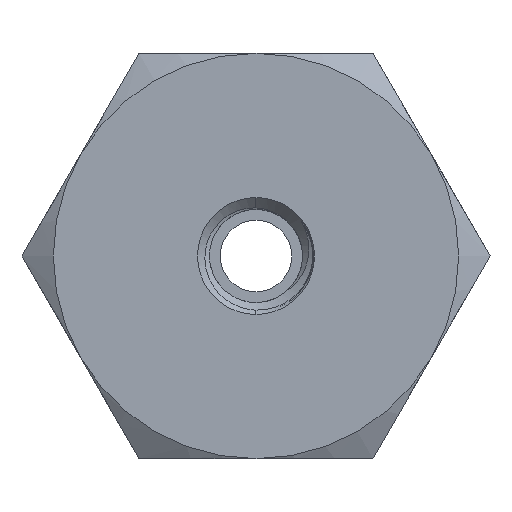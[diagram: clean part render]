
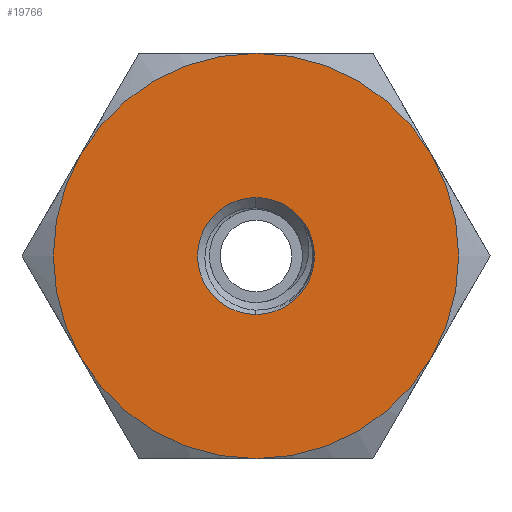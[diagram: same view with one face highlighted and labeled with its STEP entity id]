
A CAD part, front view. The second image highlights one B-rep face of the part: STEP entity #19766.
In plain terms, the highlighted planar face has unit normal (0, -1, 0).
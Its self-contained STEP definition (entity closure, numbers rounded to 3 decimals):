
#109 = ORIENTED_EDGE ( 'NONE', *, *, #10049, .F. ) ;
#179 = CIRCLE ( 'NONE', #22046, 8.5 ) ;
#770 = CARTESIAN_POINT ( 'NONE',  ( 0., -15.707, -8.5 ) ) ;
#1423 = EDGE_LOOP ( 'NONE', ( #4609, #9568, #18898, #109, #25389, #19644 ) ) ;
#1696 = CARTESIAN_POINT ( 'NONE',  ( 0., -15.707, -2.452 ) ) ;
#1937 = VERTEX_POINT ( 'NONE', #11293 ) ;
#2196 = DIRECTION ( 'NONE',  ( 0., 1., 0. ) ) ;
#2657 = AXIS2_PLACEMENT_3D ( 'NONE', #15298, #2951, #17371 ) ;
#2733 = EDGE_CURVE ( 'NONE', #22939, #7982, #23893, .T. ) ;
#2951 = DIRECTION ( 'NONE',  ( 0., 1., 0. ) ) ;
#2999 = DIRECTION ( 'NONE',  ( 0., 1., 0. ) ) ;
#3097 = CARTESIAN_POINT ( 'NONE',  ( 0., -15.707, 0. ) ) ;
#3465 = VERTEX_POINT ( 'NONE', #17492 ) ;
#3844 = AXIS2_PLACEMENT_3D ( 'NONE', #16696, #4371, #18770 ) ;
#4371 = DIRECTION ( 'NONE',  ( 0., 1., 0. ) ) ;
#4609 = ORIENTED_EDGE ( 'NONE', *, *, #24490, .F. ) ;
#4626 = FACE_BOUND ( 'NONE', #15773, .T. ) ;
#4916 = CARTESIAN_POINT ( 'NONE',  ( -7.361, -15.707, -4.25 ) ) ;
#5106 = CARTESIAN_POINT ( 'NONE',  ( 0., -15.707, 2.452 ) ) ;
#5187 = DIRECTION ( 'NONE',  ( 0., 0., 1. ) ) ;
#5754 = EDGE_CURVE ( 'NONE', #6337, #1937, #11121, .T. ) ;
#6051 = ORIENTED_EDGE ( 'NONE', *, *, #2733, .T. ) ;
#6091 = CARTESIAN_POINT ( 'NONE',  ( 0., -15.707, 0. ) ) ;
#6337 = VERTEX_POINT ( 'NONE', #4916 ) ;
#6494 = CARTESIAN_POINT ( 'NONE',  ( 0., -15.707, 0. ) ) ;
#7288 = DIRECTION ( 'NONE',  ( 0., 1., 0. ) ) ;
#7384 = AXIS2_PLACEMENT_3D ( 'NONE', #6091, #20485, #8157 ) ;
#7982 = VERTEX_POINT ( 'NONE', #5106 ) ;
#8157 = DIRECTION ( 'NONE',  ( 0., 0., 1. ) ) ;
#8386 = DIRECTION ( 'NONE',  ( 0., -1., 0. ) ) ;
#8569 = DIRECTION ( 'NONE',  ( 0., 0., 1. ) ) ;
#8954 = AXIS2_PLACEMENT_3D ( 'NONE', #3097, #17497, #5187 ) ;
#9568 = ORIENTED_EDGE ( 'NONE', *, *, #19919, .F. ) ;
#9858 = AXIS2_PLACEMENT_3D ( 'NONE', #15336, #2999, #17405 ) ;
#10049 = EDGE_CURVE ( 'NONE', #12576, #6337, #179, .T. ) ;
#10357 = AXIS2_PLACEMENT_3D ( 'NONE', #19612, #7288, #21649 ) ;
#11121 = CIRCLE ( 'NONE', #3844, 8.5 ) ;
#11293 = CARTESIAN_POINT ( 'NONE',  ( -7.361, -15.707, 4.25 ) ) ;
#11737 = CIRCLE ( 'NONE', #9858, 8.5 ) ;
#12576 = VERTEX_POINT ( 'NONE', #770 ) ;
#14518 = CARTESIAN_POINT ( 'NONE',  ( 0., -15.707, 0. ) ) ;
#15298 = CARTESIAN_POINT ( 'NONE',  ( 0., -15.707, 0. ) ) ;
#15318 = AXIS2_PLACEMENT_3D ( 'NONE', #20706, #8386, #22757 ) ;
#15336 = CARTESIAN_POINT ( 'NONE',  ( 0., -15.707, 0. ) ) ;
#15773 = EDGE_LOOP ( 'NONE', ( #6051, #24652 ) ) ;
#16586 = DIRECTION ( 'NONE',  ( 0., 0., 1. ) ) ;
#16696 = CARTESIAN_POINT ( 'NONE',  ( 0., -15.707, 0. ) ) ;
#16700 = CIRCLE ( 'NONE', #21258, 2.452 ) ;
#17371 = DIRECTION ( 'NONE',  ( 0., 0., 1. ) ) ;
#17405 = DIRECTION ( 'NONE',  ( 0., 0., 1. ) ) ;
#17492 = CARTESIAN_POINT ( 'NONE',  ( 7.361, -15.707, 4.25 ) ) ;
#17497 = DIRECTION ( 'NONE',  ( 0., 1., 0. ) ) ;
#18217 = CARTESIAN_POINT ( 'NONE',  ( 0., -15.707, 8.5 ) ) ;
#18475 = EDGE_CURVE ( 'NONE', #12576, #24581, #23609, .T. ) ;
#18770 = DIRECTION ( 'NONE',  ( 0., 0., 1. ) ) ;
#18898 = ORIENTED_EDGE ( 'NONE', *, *, #5754, .F. ) ;
#19232 = CIRCLE ( 'NONE', #8954, 8.5 ) ;
#19612 = CARTESIAN_POINT ( 'NONE',  ( 0., -15.707, 0. ) ) ;
#19644 = ORIENTED_EDGE ( 'NONE', *, *, #25742, .F. ) ;
#19766 = ADVANCED_FACE ( 'NONE', ( #4626, #20771 ), #23620, .F. ) ;
#19919 = EDGE_CURVE ( 'NONE', #1937, #24709, #11737, .T. ) ;
#20485 = DIRECTION ( 'NONE',  ( 0., 1., 0. ) ) ;
#20706 = CARTESIAN_POINT ( 'NONE',  ( 0., -15.707, 0. ) ) ;
#20771 = FACE_OUTER_BOUND ( 'NONE', #1423, .T. ) ;
#20883 = DIRECTION ( 'NONE',  ( 0., 1., 0. ) ) ;
#21258 = AXIS2_PLACEMENT_3D ( 'NONE', #14518, #2196, #16586 ) ;
#21649 = DIRECTION ( 'NONE',  ( 0., 0., 1. ) ) ;
#21913 = EDGE_CURVE ( 'NONE', #7982, #22939, #16700, .T. ) ;
#22023 = CIRCLE ( 'NONE', #2657, 8.5 ) ;
#22046 = AXIS2_PLACEMENT_3D ( 'NONE', #6494, #20883, #8569 ) ;
#22757 = DIRECTION ( 'NONE',  ( 0., 0., -1. ) ) ;
#22939 = VERTEX_POINT ( 'NONE', #1696 ) ;
#23609 = CIRCLE ( 'NONE', #15318, 8.5 ) ;
#23620 = PLANE ( 'NONE',  #10357 ) ;
#23893 = CIRCLE ( 'NONE', #7384, 2.452 ) ;
#24490 = EDGE_CURVE ( 'NONE', #24709, #3465, #19232, .T. ) ;
#24581 = VERTEX_POINT ( 'NONE', #25601 ) ;
#24652 = ORIENTED_EDGE ( 'NONE', *, *, #21913, .T. ) ;
#24709 = VERTEX_POINT ( 'NONE', #18217 ) ;
#25389 = ORIENTED_EDGE ( 'NONE', *, *, #18475, .T. ) ;
#25601 = CARTESIAN_POINT ( 'NONE',  ( 7.361, -15.707, -4.25 ) ) ;
#25742 = EDGE_CURVE ( 'NONE', #3465, #24581, #22023, .T. ) ;
